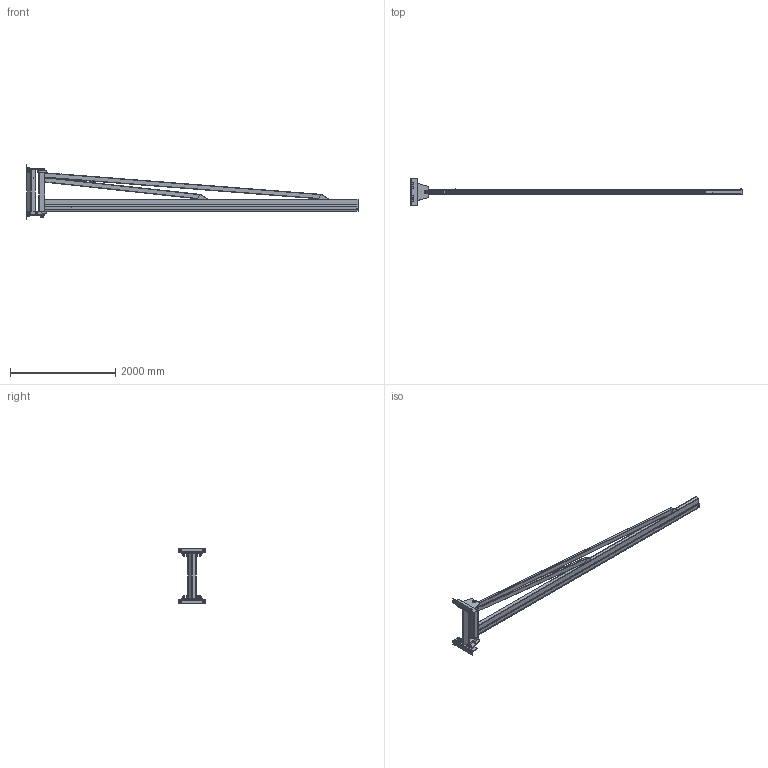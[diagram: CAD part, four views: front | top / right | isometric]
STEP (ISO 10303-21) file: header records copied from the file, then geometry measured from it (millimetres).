
FILE_DESCRIPTION(('STEP AP214'),'1');
FILE_NAME('PMH Väggsvängkran Oden 1000-6.stp','2013-08-16T08:16:29',(' '),(' '),'Spatial InterOp 3D',' ',' ');
FILE_SCHEMA(('automotive_design'));
Length unit declared in the file: millimetre
Products named in the file (66): O1000-6; Lagerbox VI; KKR; Profil 7; Kil VI; Kil Sida VI; Kil Ovansida VI; _ndstopp Profil 7; Hydraulrör, L=75; Polyfjäder 32s/12; Bultf_rband M12x110; M6S M12x110; DIN_985 M12; Bultf_rband M10x110; M6S M10x110; DIN_985 M10; PMH Vaggsvangkran Oden 1000-6; V_ggf_ste VI; Fästöra VI; KKR 120, L=835; Bolt Assembly; M6S M27x80; DIN_985 M27; Bultf_rband M27x80; Vinkelstång VI Typ 1; Axel VI; Axelkant VI; Distansbricka VI; Hylsa IV; Bultf_rband M10x80; M6S M10x80; Broms V_ggf_ste VI; Bromsback VI Typ 1; Bromsback VI Typ 2; Polyfjäder 32s/12 (hårdhet 90), L=30; Bricka Ø30/13, T=5; M6M M12; Gängstång M12x230
Assembly tree (68 placements, depth 5):
  PMH Vaggsvangkran Oden 1000-6
    O1000-6
      Lagerbox VI
      Lagerbox VI
      KKR
      Profil 7
      Kil VI
        Kil Sida VI
        Kil Sida VI
        Kil Ovansida VI
      Kil VI
        Kil Sida VI
        Kil Sida VI
        Kil Ovansida VI
      _ndstopp Profil 7
        Hydraulrör, L=75
        Polyfjäder 32s/12
        Bultf_rband M12x110
          M6S M12x110
          DIN_985 M12
      Bultf_rband M10x110
        M6S M10x110
        DIN_985 M10
      KKR
      KKR
      KKR
    V_ggf_ste VI
      V_ggf_ste VI
        Fästöra VI
        Fästöra VI
        KKR 120, L=835
      Bultf_rband M27x80
        Bolt Assembly  x4
          M6S M27x80
          DIN_985 M27
        Bolt Assembly
          M6S M27x80
          DIN_985 M27
        Bolt Assembly
          M6S M27x80
          DIN_985 M27
        Bolt Assembly
          M6S M27x80
          DIN_985 M27
        Bolt Assembly
          M6S M27x80
          DIN_985 M27
      Vinkelstång VI Typ 1
      Vinkelstång VI Typ 1
      Axel VI
        Axelkant VI
        Axel VI
        Distansbricka VI
        Hylsa IV
        Bultf_rband M10x80
          M6S M10x80
          DIN_985 M10
      Broms V_ggf_ste VI
        Bromsback VI Typ 1
        Bromsback VI Typ 2
Bounding box: 6300 x 520 x 1055 mm (x, y, z)
Volume: 79314862.2 mm3; surface area: 13562338.2 mm2
Topology: 53 solids, 53 shells, 770 faces, 1675 edges, 1034 vertices
Faces by surface type: plane 371, cone 247, cylinder 152
Full cylindrical faces by diameter (mm): 4.5 x1, 9.1 x2, 10 x4, 10.92 x1, 11 x5, 12 x6, 13 x6, 16 x1, 17 x2, 19 x1, 21 x1, 24.57 x8, 27 x16, 28 x16, 30 x1, 31 x4, 32 x2, 41 x8, 50 x4, 50.5 x2, 63 x3, 160 x2
Entity records: 23889 total; most frequent: CARTESIAN_POINT 4047, DIRECTION 2870, ORIENTED_EDGE 2592, EDGE_CURVE 1296, AXIS2_PLACEMENT_3D 1185, VERTEX_POINT 868, EDGE_LOOP 866, FACE_OUTER_BOUND 728
